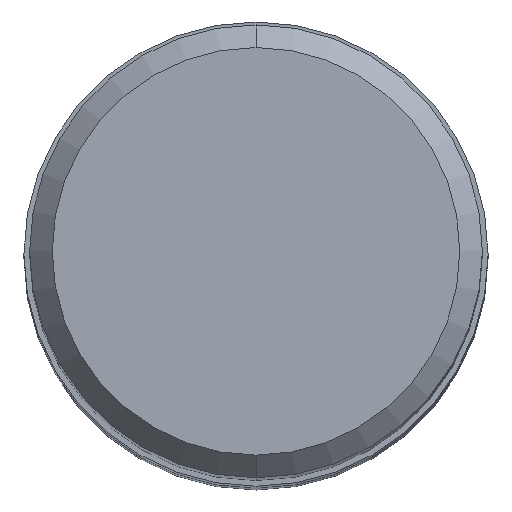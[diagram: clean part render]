
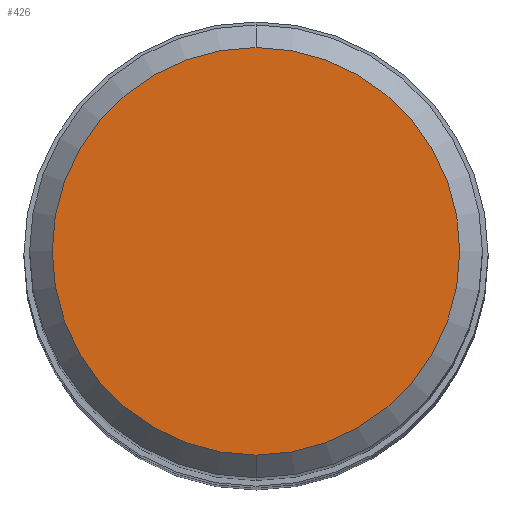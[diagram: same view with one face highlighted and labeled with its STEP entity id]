
A CAD part, top view. The second image highlights one B-rep face of the part: STEP entity #426.
In plain terms, the highlighted planar face has unit normal (0, 0, 1).
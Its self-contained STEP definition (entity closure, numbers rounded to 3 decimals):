
#184=VERTEX_POINT('',#480);
#206=EDGE_CURVE('',#184,#418,#502,.T.);
#388=EDGE_CURVE('',#418,#184,#708,.T.);
#418=VERTEX_POINT('',#739);
#426=ADVANCED_FACE('',(#747),#748,.T.);
#480=CARTESIAN_POINT('',(0.,-5.4,0.0));
#502=CIRCLE('',#888,5.4);
#708=CIRCLE('',#1358,5.4);
#739=CARTESIAN_POINT('',(0.0,5.4,0.0));
#747=FACE_OUTER_BOUND('',#1419,.T.);
#748=PLANE('',#1420);
#888=AXIS2_PLACEMENT_3D('',#1485,#1486,#1487);
#1358=AXIS2_PLACEMENT_3D('',#1748,#1749,#1750);
#1419=EDGE_LOOP('',(#1779,#1780));
#1420=AXIS2_PLACEMENT_3D('',#1781,#1782,#1783);
#1485=CARTESIAN_POINT('',(0.0,0.0,0.0));
#1486=DIRECTION('',(0.0,0.0,-1.0));
#1487=DIRECTION('',(0.0,1.0,0.0));
#1748=CARTESIAN_POINT('',(0.0,0.0,0.0));
#1749=DIRECTION('',(0.0,0.0,-1.0));
#1750=DIRECTION('',(0.0,1.0,0.0));
#1779=ORIENTED_EDGE('',*,*,#388,.F.);
#1780=ORIENTED_EDGE('',*,*,#206,.F.);
#1781=CARTESIAN_POINT('',(0.0,2.7,0.0));
#1782=DIRECTION('',(-0.0,0.0,1.0));
#1783=DIRECTION('',(0.0,-1.0,0.0));
